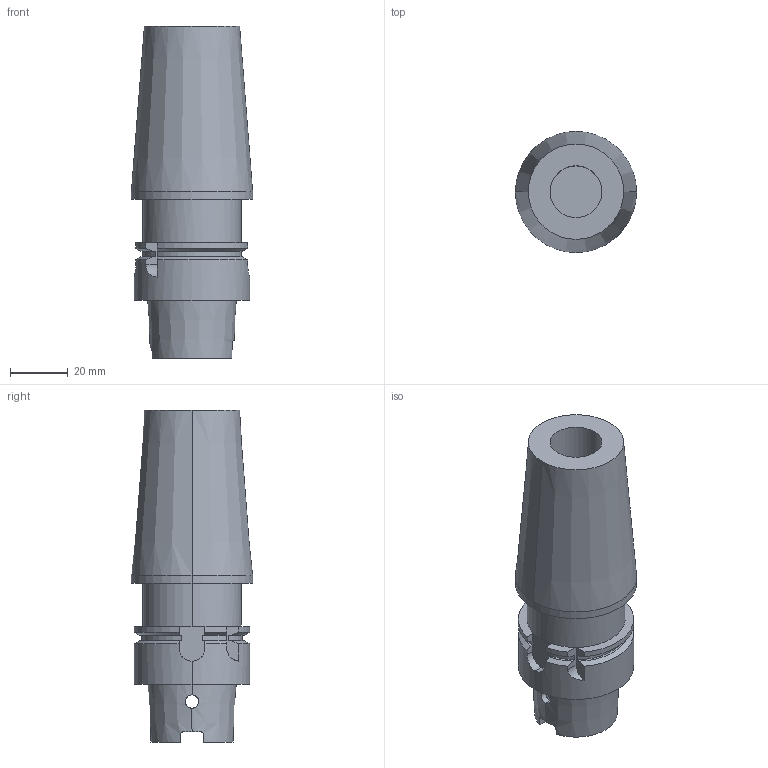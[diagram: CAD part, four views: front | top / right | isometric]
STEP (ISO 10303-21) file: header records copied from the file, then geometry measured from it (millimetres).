
FILE_DESCRIPTION (( 'STEP AP203' ), '1' );
FILE_NAME ('STP-SAKEM-71.651.18.095.STEP', '2021-03-19T02:19:56', ( '' ), ( '' ), 'SwSTEP 2.0', 'SolidWorks 2017', '' );
FILE_SCHEMA (( 'CONFIG_CONTROL_DESIGN' ));
Length unit declared in the file: millimetre
Products named in the file (1): STP-SAKEM-71.651.18.095
Bounding box: 42 x 42 x 115 mm (x, y, z)
Volume: 92993.1 mm3; surface area: 21599.3 mm2
Topology: 1 solids, 1 shells, 91 faces, 239 edges, 151 vertices
Faces by surface type: plane 37, cylinder 36, cone 14, torus 4
Entity records: 3242 total; most frequent: CARTESIAN_POINT 933, ORIENTED_EDGE 478, DIRECTION 461, EDGE_CURVE 239, AXIS2_PLACEMENT_3D 175, VERTEX_POINT 151, VECTOR 111, LINE 111
